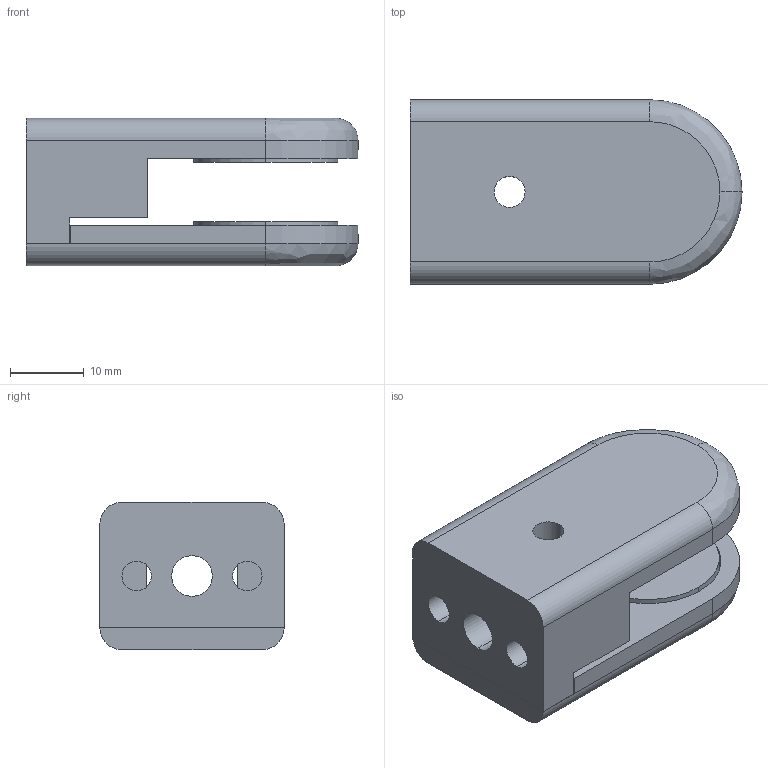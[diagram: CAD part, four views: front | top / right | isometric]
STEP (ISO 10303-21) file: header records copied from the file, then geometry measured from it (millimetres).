
FILE_DESCRIPTION (( 'STEP AP214' ), '1' );
FILE_NAME ('7228410', '2019-01-30T08:58:31', ( '' ), ('JUGARD+KÜNSTNER GmbH'), 'SwSTEP 2.0', 'SolidWorks 2017', '' );
FILE_SCHEMA (( 'AUTOMOTIVE_DESIGN' ));
Length unit declared in the file: millimetre
Products named in the file (4): 7228410; Part3; Part1; Part4
Assembly tree (4 placements, depth 2):
  7228410
    Part3  x2
    Part1
    Part4
Bounding box: 45 x 25 x 20 mm (x, y, z)
Volume: 12860.5 mm3; surface area: 8303.6 mm2
Topology: 4 solids, 4 shells, 61 faces, 144 edges, 94 vertices
Faces by surface type: plane 31, cylinder 26, bspline 4
Entity records: 2615 total; most frequent: CARTESIAN_POINT 448, DIRECTION 306, ORIENTED_EDGE 276, EDGE_CURVE 138, AXIS2_PLACEMENT_3D 112, VERTEX_POINT 90, LINE 82, VECTOR 82
